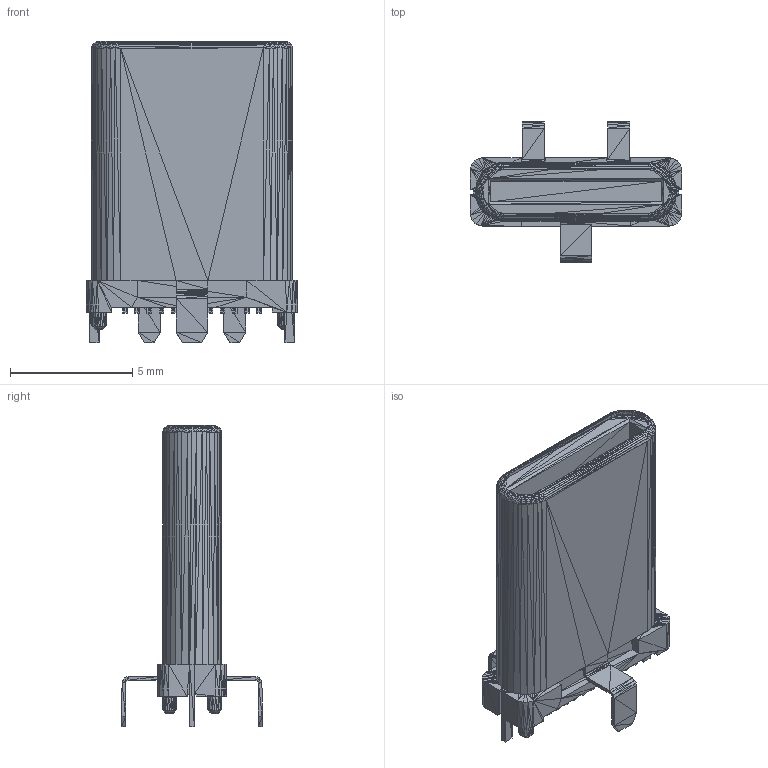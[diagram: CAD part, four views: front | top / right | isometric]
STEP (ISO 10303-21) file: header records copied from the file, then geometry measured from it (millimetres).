
FILE_DESCRIPTION(/* description */ (''),/* implementation_level */ '2;1');
FILE_NAME(/* name */ '${GLOWINGKITTYPARTS}USB-C-SMD_TYPEC-952-ACP24.step',/* time_stamp */ '2022-04-16T22:07:37+02:00',/* author */ (''),/* organization */ (''),/* preprocessor_version */ 'ST-DEVELOPER v18.1',/* originating_system */ 'Autodesk Translation Framework v10.14.0.1471',/* authorisation */ '');
FILE_SCHEMA (('AUTOMOTIVE_DESIGN { 1 0 10303 214 3 1 1 }'));
Products named in the file (1): USB-C-SMD_TYPEC-952-ACP24
Bounding box: 8.66 x 5.75 x 12.35 mm (x, y, z)
Volume: 191.4 mm3; surface area: 721.6 mm2
Topology: 1 solids, 1 shells, 3150 faces, 4800 edges, 1529 vertices
Faces by surface type: plane 3150
Entity records: 61906 total; most frequent: DIRECTION 11102, ORIENTED_EDGE 9600, CARTESIAN_POINT 9480, LINE 4800, VECTOR 4800, EDGE_CURVE 4800, AXIS2_PLACEMENT_3D 3151, FACE_OUTER_BOUND 3150
